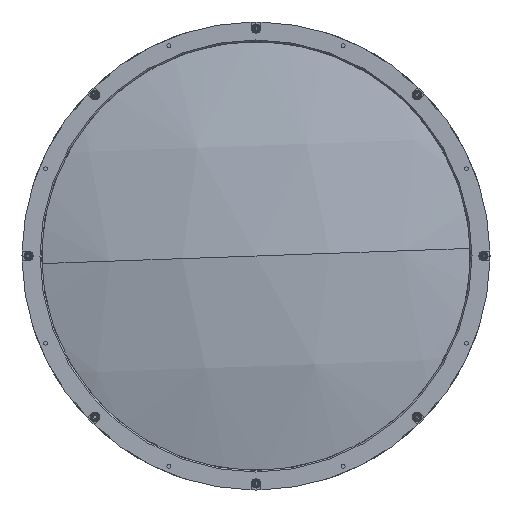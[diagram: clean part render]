
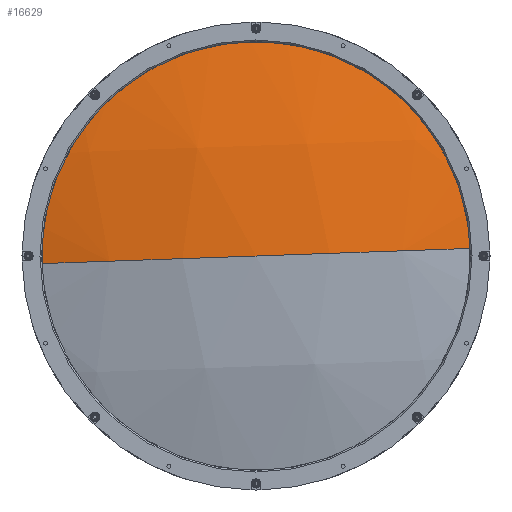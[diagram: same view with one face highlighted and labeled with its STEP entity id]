
A CAD part, left-side view. The second image highlights one B-rep face of the part: STEP entity #16629.
In plain terms, the highlighted spherical face has radius 510.4 mm.
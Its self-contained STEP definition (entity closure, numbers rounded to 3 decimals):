
#1311 = DIRECTION ( 'NONE',  ( -1., 0., 0. ) ) ;
#1452 = FACE_OUTER_BOUND ( 'NONE', #15278, .T. ) ;
#2681 = AXIS2_PLACEMENT_3D ( 'NONE', #15527, #1311, #17972 ) ;
#2856 = ORIENTED_EDGE ( 'NONE', *, *, #15315, .T. ) ;
#3736 = ORIENTED_EDGE ( 'NONE', *, *, #4523, .F. ) ;
#4523 = EDGE_CURVE ( 'NONE', #18251, #22079, #7103, .T. ) ;
#7103 = CIRCLE ( 'NONE', #30436, 510.4 ) ;
#7758 = SPHERICAL_SURFACE ( 'NONE', #12598, 510.4 ) ;
#10133 = CARTESIAN_POINT ( 'NONE',  ( 507.407, 0., 0. ) ) ;
#10687 = CARTESIAN_POINT ( 'NONE',  ( -2.993, 0., 0. ) ) ;
#10855 = CARTESIAN_POINT ( 'NONE',  ( 16.583, -139.912, 4.961 ) ) ;
#12517 = DIRECTION ( 'NONE',  ( 0., -0.999, 0.035 ) ) ;
#12598 = AXIS2_PLACEMENT_3D ( 'NONE', #29537, #20092, #24931 ) ;
#15278 = EDGE_LOOP ( 'NONE', ( #25150, #2856, #3736 ) ) ;
#15315 = EDGE_CURVE ( 'NONE', #20181, #22079, #25042, .T. ) ;
#15527 = CARTESIAN_POINT ( 'NONE',  ( 16.583, 0., 0. ) ) ;
#16629 = ADVANCED_FACE ( 'NONE', ( #1452 ), #7758, .T. ) ;
#17827 = EDGE_CURVE ( 'NONE', #18251, #20181, #18933, .T. ) ;
#17972 = DIRECTION ( 'NONE',  ( 0., 0.035, 0.999 ) ) ;
#18251 = VERTEX_POINT ( 'NONE', #10855 ) ;
#18933 = CIRCLE ( 'NONE', #2681, 140. ) ;
#20092 = DIRECTION ( 'NONE',  ( 0., 0.035, 0.999 ) ) ;
#20181 = VERTEX_POINT ( 'NONE', #30301 ) ;
#22079 = VERTEX_POINT ( 'NONE', #10687 ) ;
#24167 = AXIS2_PLACEMENT_3D ( 'NONE', #10133, #26967, #12517 ) ;
#24452 = DIRECTION ( 'NONE',  ( 0., 0.999, -0.035 ) ) ;
#24553 = DIRECTION ( 'NONE',  ( 0., -0.035, -0.999 ) ) ;
#24653 = CARTESIAN_POINT ( 'NONE',  ( 507.407, 0., 0. ) ) ;
#24931 = DIRECTION ( 'NONE',  ( 0., -0.999, 0.035 ) ) ;
#25042 = CIRCLE ( 'NONE', #24167, 510.4 ) ;
#25150 = ORIENTED_EDGE ( 'NONE', *, *, #17827, .T. ) ;
#26967 = DIRECTION ( 'NONE',  ( 0., 0.035, 0.999 ) ) ;
#29537 = CARTESIAN_POINT ( 'NONE',  ( 507.407, 0., 0. ) ) ;
#30301 = CARTESIAN_POINT ( 'NONE',  ( 16.583, 139.912, -4.961 ) ) ;
#30436 = AXIS2_PLACEMENT_3D ( 'NONE', #24653, #24553, #24452 ) ;
